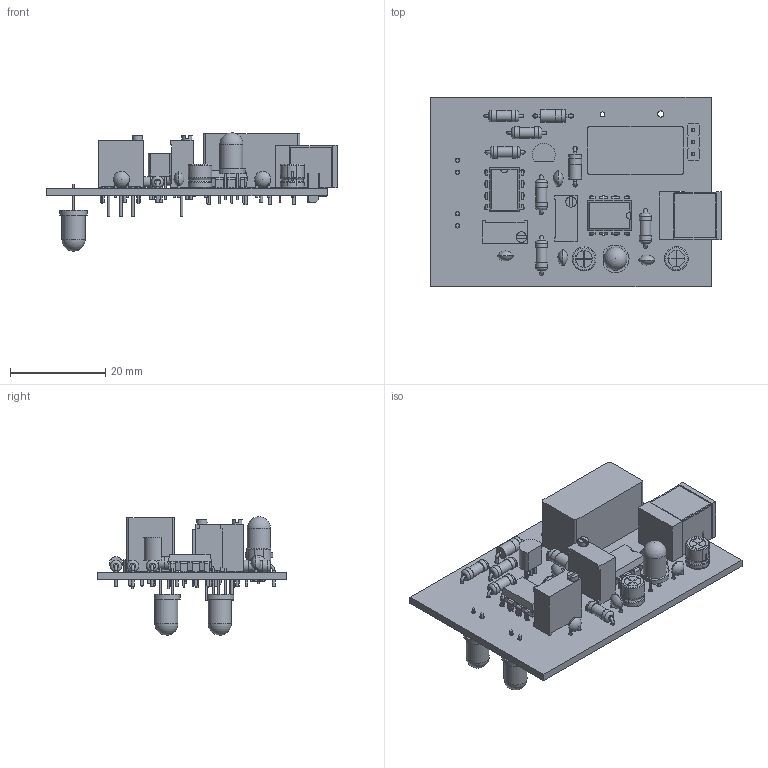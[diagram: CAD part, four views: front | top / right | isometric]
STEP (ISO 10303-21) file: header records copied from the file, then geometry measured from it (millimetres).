
FILE_DESCRIPTION(('KiCad electronic assembly'),'2;1');
FILE_NAME('v1.0.step','2020-05-28T14:08:28',('An Author'),('A Company'), 'Open CASCADE STEP processor 6.9','KiCad to STEP converter','Unknown' );
FILE_SCHEMA(('AUTOMOTIVE_DESIGN { 1 0 10303 214 1 1 1 1 }'));
Length unit declared in the file: millimetre
Products named in the file (24): Open CASCADE STEP translator 6.9 1; LED_D5.0mm; SOLID; R_Axial_DIN0207_L6.3mm_D2.5mm_P7.62mm_Horizontal; C_Disc_D3.4mm_W2.1mm_P2.50mm; PinHeader_1x03_P2.54mm_Vertical; Relay_DPDT_Finder_30.22; TO-92_Inline; BarrelJack_CUI_PJ-063BH_Horizontal; COMPOUND; CP_Radial_D5.0mm_P2.50mm; D_A-405_P7.62mm_Horizontal; Potentiometer_Bourns_3296W_Vertical; DIP-8_W7.62mm
Assembly tree (37 placements, depth 3):
  Open CASCADE STEP translator 6.9 1
    LED_D5.0mm  x3
      SOLID
    R_Axial_DIN0207_L6.3mm_D2.5mm_P7.62mm_Horizontal  x6
      SOLID
    C_Disc_D3.4mm_W2.1mm_P2.50mm  x4
      SOLID
    PinHeader_1x03_P2.54mm_Vertical
      SOLID
    Relay_DPDT_Finder_30.22
      SOLID
    TO-92_Inline
      SOLID
    BarrelJack_CUI_PJ-063BH_Horizontal
      COMPOUND
    CP_Radial_D5.0mm_P2.50mm  x2
      SOLID
    D_A-405_P7.62mm_Horizontal  x2
      SOLID
    Potentiometer_Bourns_3296W_Vertical  x2
      SOLID
    DIP-8_W7.62mm  x2
      SOLID
    COMPOUND
Bounding box: 61.04 x 39.77 x 24.9 mm (x, y, z)
Volume: 9176.7 mm3; surface area: 11107.8 mm2
Topology: 27 solids, 29 shells, 1010 faces, 2442 edges, 1554 vertices
Faces by surface type: plane 665, cylinder 223, bspline 52, torus 32, revolution 27, sphere 11
Full cylindrical faces by diameter (mm): 0.5 x12, 0.51 x6, 0.6 x20, 0.75 x3, 0.8 x46, 0.9 x10, 1 x5, 1.3 x3, 1.5 x1, 2.19 x2, 2.25 x6, 2.5 x13, 2.7 x4, 2.72 x2, 4.9 x3, 6.5 x1
Entity records: 49024 total; most frequent: CARTESIAN_POINT 13784, DIRECTION 5776, LINE 3822, VECTOR 3822, ORIENTED_EDGE 3060, PCURVE 3060, DEFINITIONAL_REPRESENTATION 3060, EDGE_CURVE 1530
